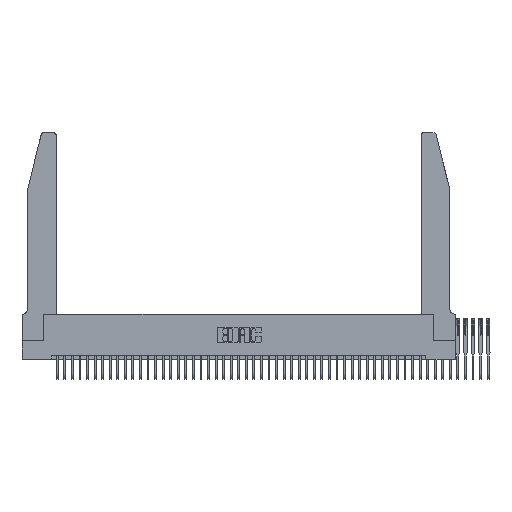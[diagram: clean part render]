
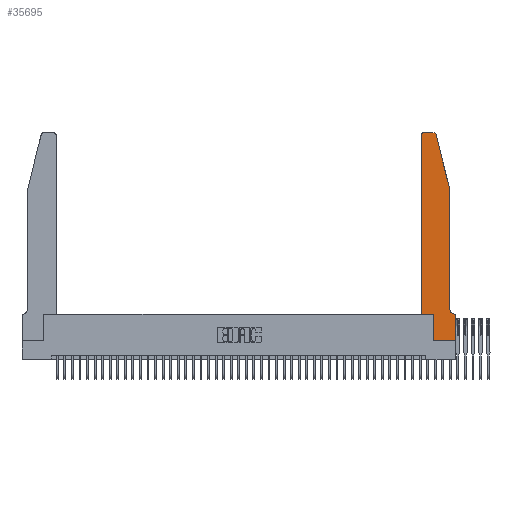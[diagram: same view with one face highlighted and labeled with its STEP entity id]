
A CAD part, top view. The second image highlights one B-rep face of the part: STEP entity #35695.
In plain terms, the highlighted face is planar.
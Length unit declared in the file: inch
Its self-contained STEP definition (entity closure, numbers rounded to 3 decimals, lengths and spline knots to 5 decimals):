
#407 = FACE_OUTER_BOUND ( 'NONE', #7405, .T. ) ;
#644 = EDGE_CURVE ( 'NONE', #3997, #18252, #15327, .T. ) ;
#900 = ORIENTED_EDGE ( 'NONE', *, *, #28858, .T. ) ;
#989 = CARTESIAN_POINT ( 'NONE',  ( 0.2865, 0.35, 0. ) ) ;
#1834 = CARTESIAN_POINT ( 'NONE',  ( 0.284, 2.72, 0. ) ) ;
#2031 = CARTESIAN_POINT ( 'NONE',  ( 0.0055, 0.35, 0. ) ) ;
#2763 = DIRECTION ( 'NONE',  ( 0., 1., 0. ) ) ;
#2903 = CARTESIAN_POINT ( 'NONE',  ( 0.4505, 0.35, 0. ) ) ;
#3137 = VERTEX_POINT ( 'NONE', #34337 ) ;
#3831 = CARTESIAN_POINT ( 'NONE',  ( 0., 0.35, 0. ) ) ;
#3997 = VERTEX_POINT ( 'NONE', #4693 ) ;
#4014 = VECTOR ( 'NONE', #24659, 39.37008 ) ;
#4617 = EDGE_CURVE ( 'NONE', #26012, #21687, #20754, .T. ) ;
#4693 = CARTESIAN_POINT ( 'NONE',  ( 0., 0., 0. ) ) ;
#5074 = LINE ( 'NONE', #989, #13586 ) ;
#5079 = DIRECTION ( 'NONE',  ( 1., 0., 0. ) ) ;
#5240 = EDGE_CURVE ( 'NONE', #41047, #21687, #30146, .T. ) ;
#5317 = CARTESIAN_POINT ( 'NONE',  ( 0.4205, 2.75, 0. ) ) ;
#5399 = CARTESIAN_POINT ( 'NONE',  ( 0.4205, 2.72, 0. ) ) ;
#5555 = ORIENTED_EDGE ( 'NONE', *, *, #24409, .F. ) ;
#6307 = LINE ( 'NONE', #39773, #39005 ) ;
#7066 = ORIENTED_EDGE ( 'NONE', *, *, #29968, .F. ) ;
#7187 = CARTESIAN_POINT ( 'NONE',  ( 0.0755, 0.35, 0. ) ) ;
#7405 = EDGE_LOOP ( 'NONE', ( #13993, #39648, #32280, #900, #21448, #5555, #7066, #32894, #16595, #11117, #9623, #11653 ) ) ;
#7515 = DIRECTION ( 'NONE',  ( 0., -1., 0. ) ) ;
#7527 = VERTEX_POINT ( 'NONE', #40148 ) ;
#8644 = DIRECTION ( 'NONE',  ( 1., 0., 0. ) ) ;
#9623 = ORIENTED_EDGE ( 'NONE', *, *, #16129, .F. ) ;
#10502 = VERTEX_POINT ( 'NONE', #2031 ) ;
#10615 = LINE ( 'NONE', #32921, #18130 ) ;
#10696 = CARTESIAN_POINT ( 'NONE',  ( 0.0055, 0.42, 0. ) ) ;
#11117 = ORIENTED_EDGE ( 'NONE', *, *, #36508, .F. ) ;
#11359 = DIRECTION ( 'NONE',  ( 1., 0., 0. ) ) ;
#11653 = ORIENTED_EDGE ( 'NONE', *, *, #17331, .F. ) ;
#13275 = VECTOR ( 'NONE', #33494, 39.37008 ) ;
#13586 = VECTOR ( 'NONE', #23363, 39.37008 ) ;
#13905 = DIRECTION ( 'NONE',  ( -1., 0., 0. ) ) ;
#13993 = ORIENTED_EDGE ( 'NONE', *, *, #37357, .F. ) ;
#14224 = CIRCLE ( 'NONE', #33195, 0.07 ) ;
#14903 = AXIS2_PLACEMENT_3D ( 'NONE', #1834, #24174, #5079 ) ;
#15108 = CARTESIAN_POINT ( 'NONE',  ( 0.4505, 0.35, 0. ) ) ;
#15250 = LINE ( 'NONE', #2903, #37427 ) ;
#15327 = LINE ( 'NONE', #35304, #21782 ) ;
#16129 = EDGE_CURVE ( 'NONE', #33583, #10502, #14224, .T. ) ;
#16595 = ORIENTED_EDGE ( 'NONE', *, *, #19141, .F. ) ;
#16616 = AXIS2_PLACEMENT_3D ( 'NONE', #30780, #37083, #18212 ) ;
#17331 = EDGE_CURVE ( 'NONE', #30072, #33583, #10615, .T. ) ;
#18081 = PLANE ( 'NONE',  #16616 ) ;
#18130 = VECTOR ( 'NONE', #7515, 39.37008 ) ;
#18212 = DIRECTION ( 'NONE',  ( 1., 0., 0. ) ) ;
#18252 = VERTEX_POINT ( 'NONE', #40588 ) ;
#19141 = EDGE_CURVE ( 'NONE', #29877, #3997, #41013, .T. ) ;
#20412 = VECTOR ( 'NONE', #26294, 39.37008 ) ;
#20754 = CIRCLE ( 'NONE', #14903, 0.03 ) ;
#21044 = LINE ( 'NONE', #15108, #4014 ) ;
#21448 = ORIENTED_EDGE ( 'NONE', *, *, #28464, .F. ) ;
#21687 = VERTEX_POINT ( 'NONE', #31250 ) ;
#21782 = VECTOR ( 'NONE', #11359, 39.37008 ) ;
#23349 = AXIS2_PLACEMENT_3D ( 'NONE', #5399, #27682, #8644 ) ;
#23363 = DIRECTION ( 'NONE',  ( 0., 1., 0. ) ) ;
#24174 = DIRECTION ( 'NONE',  ( 0., 0., -1. ) ) ;
#24409 = EDGE_CURVE ( 'NONE', #7527, #34512, #21044, .T. ) ;
#24659 = DIRECTION ( 'NONE',  ( 1., 0., 0. ) ) ;
#26012 = VERTEX_POINT ( 'NONE', #37035 ) ;
#26294 = DIRECTION ( 'NONE',  ( -1., 0., 0. ) ) ;
#27682 = DIRECTION ( 'NONE',  ( 0., 0., -1. ) ) ;
#28464 = EDGE_CURVE ( 'NONE', #34512, #3137, #15250, .T. ) ;
#28858 = EDGE_CURVE ( 'NONE', #41047, #3137, #30050, .T. ) ;
#29877 = VERTEX_POINT ( 'NONE', #3831 ) ;
#29968 = EDGE_CURVE ( 'NONE', #18252, #7527, #5074, .T. ) ;
#30050 = CIRCLE ( 'NONE', #23349, 0.03 ) ;
#30072 = VERTEX_POINT ( 'NONE', #33431 ) ;
#30146 = LINE ( 'NONE', #36642, #13275 ) ;
#30780 = CARTESIAN_POINT ( 'NONE',  ( 0., 0.35, 0. ) ) ;
#30795 = LINE ( 'NONE', #7187, #20412 ) ;
#31250 = CARTESIAN_POINT ( 'NONE',  ( 0.284, 2.75, 0. ) ) ;
#32280 = ORIENTED_EDGE ( 'NONE', *, *, #5240, .F. ) ;
#32755 = VECTOR ( 'NONE', #33211, 39.37008 ) ;
#32869 = DIRECTION ( 'NONE',  ( 0., 0., -1. ) ) ;
#32894 = ORIENTED_EDGE ( 'NONE', *, *, #644, .F. ) ;
#32921 = CARTESIAN_POINT ( 'NONE',  ( 0.0755, 2., 0. ) ) ;
#33062 = CARTESIAN_POINT ( 'NONE',  ( 0., 0., 0. ) ) ;
#33195 = AXIS2_PLACEMENT_3D ( 'NONE', #10696, #32869, #13905 ) ;
#33211 = DIRECTION ( 'NONE',  ( 0., -1., 0. ) ) ;
#33431 = CARTESIAN_POINT ( 'NONE',  ( 0.0755, 2., 0. ) ) ;
#33494 = DIRECTION ( 'NONE',  ( -1., 0., 0. ) ) ;
#33583 = VERTEX_POINT ( 'NONE', #36229 ) ;
#34337 = CARTESIAN_POINT ( 'NONE',  ( 0.4505, 2.72, 0. ) ) ;
#34512 = VERTEX_POINT ( 'NONE', #37517 ) ;
#35304 = CARTESIAN_POINT ( 'NONE',  ( 0., 0., 0. ) ) ;
#35695 = ADVANCED_FACE ( 'NONE', ( #407 ), #18081, .F. ) ;
#36229 = CARTESIAN_POINT ( 'NONE',  ( 0.0755, 0.42, 0. ) ) ;
#36508 = EDGE_CURVE ( 'NONE', #10502, #29877, #30795, .T. ) ;
#36642 = CARTESIAN_POINT ( 'NONE',  ( 0.2605, 2.75, 0. ) ) ;
#36820 = DIRECTION ( 'NONE',  ( -0.239, -0.971, 0. ) ) ;
#37035 = CARTESIAN_POINT ( 'NONE',  ( 0.25487, 2.72718, 0. ) ) ;
#37083 = DIRECTION ( 'NONE',  ( 0., 0., 1. ) ) ;
#37357 = EDGE_CURVE ( 'NONE', #26012, #30072, #6307, .T. ) ;
#37427 = VECTOR ( 'NONE', #2763, 39.37008 ) ;
#37517 = CARTESIAN_POINT ( 'NONE',  ( 0.4505, 0.35, 0. ) ) ;
#39005 = VECTOR ( 'NONE', #36820, 39.37008 ) ;
#39648 = ORIENTED_EDGE ( 'NONE', *, *, #4617, .T. ) ;
#39773 = CARTESIAN_POINT ( 'NONE',  ( 0.0755, 2., 0. ) ) ;
#40148 = CARTESIAN_POINT ( 'NONE',  ( 0.2865, 0.35, 0. ) ) ;
#40588 = CARTESIAN_POINT ( 'NONE',  ( 0.2865, 0., 0. ) ) ;
#41013 = LINE ( 'NONE', #33062, #32755 ) ;
#41047 = VERTEX_POINT ( 'NONE', #5317 ) ;
